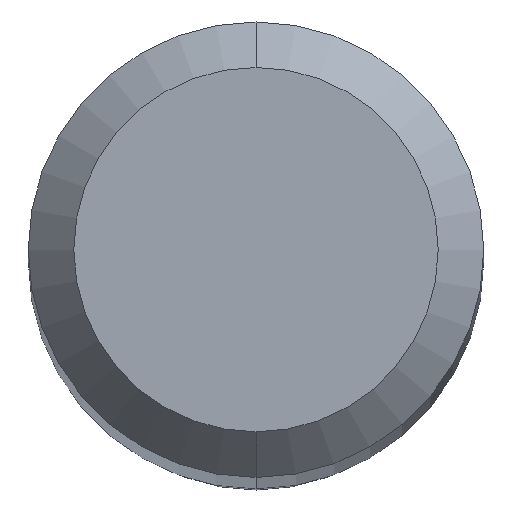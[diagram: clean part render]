
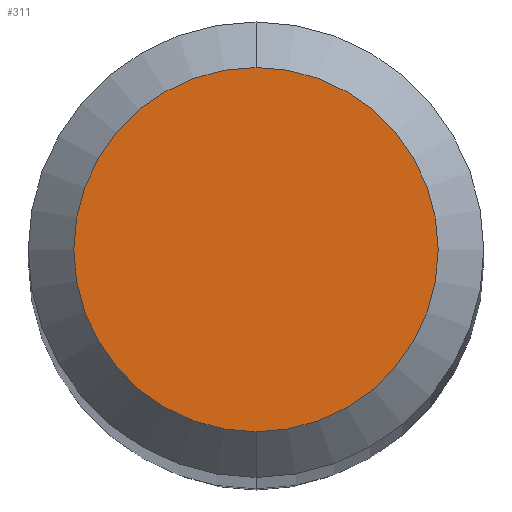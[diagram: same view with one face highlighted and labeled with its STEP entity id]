
A CAD part, top view. The second image highlights one B-rep face of the part: STEP entity #311.
In plain terms, the highlighted planar face has unit normal (0, 0, 1).
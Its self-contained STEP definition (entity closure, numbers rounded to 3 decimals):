
#191=EDGE_CURVE('',#369,#213,#482,.T.);
#213=VERTEX_POINT('',#507);
#311=ADVANCED_FACE('',(#617),#618,.T.);
#331=EDGE_CURVE('',#213,#369,#642,.T.);
#369=VERTEX_POINT('',#684);
#482=CIRCLE('',#833,1.2);
#507=CARTESIAN_POINT('',(0.0,1.2,0.0));
#617=FACE_OUTER_BOUND('',#1082,.T.);
#618=PLANE('',#1083);
#642=CIRCLE('',#1112,1.2);
#684=CARTESIAN_POINT('',(0.,-1.2,0.0));
#833=AXIS2_PLACEMENT_3D('',#1390,#1391,#1392);
#1082=EDGE_LOOP('',(#1570,#1571));
#1083=AXIS2_PLACEMENT_3D('',#1572,#1573,#1574);
#1112=AXIS2_PLACEMENT_3D('',#1611,#1612,#1613);
#1390=CARTESIAN_POINT('',(0.0,0.0,0.0));
#1391=DIRECTION('',(0.0,0.0,-1.0));
#1392=DIRECTION('',(0.0,1.0,0.0));
#1570=ORIENTED_EDGE('',*,*,#331,.F.);
#1571=ORIENTED_EDGE('',*,*,#191,.F.);
#1572=CARTESIAN_POINT('',(0.0,0.6,0.0));
#1573=DIRECTION('',(-0.0,0.0,1.0));
#1574=DIRECTION('',(0.0,-1.0,0.0));
#1611=CARTESIAN_POINT('',(0.0,0.0,0.0));
#1612=DIRECTION('',(0.0,0.0,-1.0));
#1613=DIRECTION('',(0.0,1.0,0.0));
